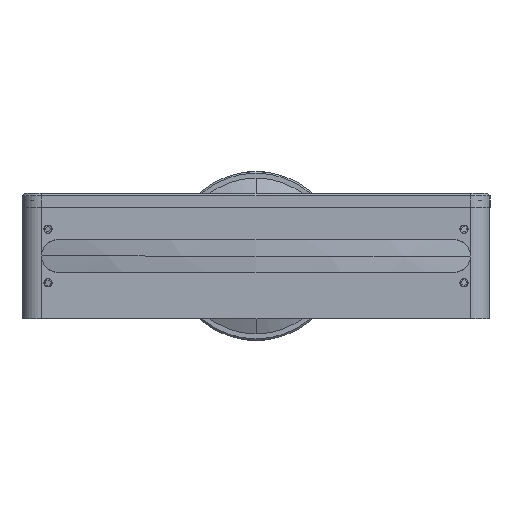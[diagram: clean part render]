
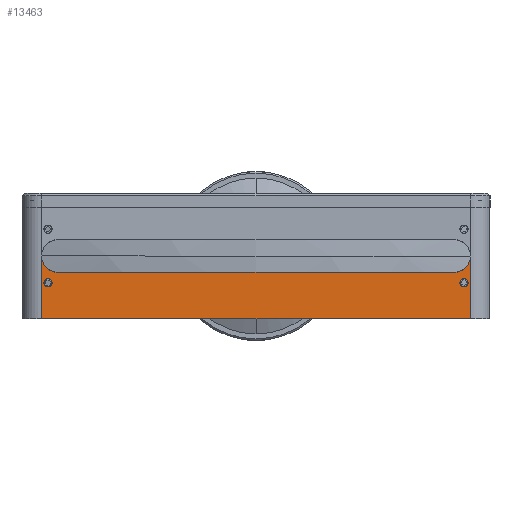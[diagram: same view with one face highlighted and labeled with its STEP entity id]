
A CAD part, front view. The second image highlights one B-rep face of the part: STEP entity #13463.
In plain terms, the highlighted planar face has unit normal (0, -1, 0).
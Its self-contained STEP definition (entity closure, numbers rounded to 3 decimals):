
#93 = CARTESIAN_POINT ( 'NONE',  ( 61., -383.78, -5. ) ) ;
#118 = CIRCLE ( 'NONE', #6479, 1.25 ) ;
#122 = VERTEX_POINT ( 'NONE', #6814 ) ;
#435 = CIRCLE ( 'NONE', #14724, 1.25 ) ;
#512 = EDGE_LOOP ( 'NONE', ( #17231, #15255 ) ) ;
#597 = AXIS2_PLACEMENT_3D ( 'NONE', #9572, #9559, #9548 ) ;
#604 = DIRECTION ( 'NONE',  ( 0., 1., 0. ) ) ;
#799 = DIRECTION ( 'NONE',  ( 0., 0., 1. ) ) ;
#802 = CIRCLE ( 'NONE', #597, 1.25 ) ;
#857 = DIRECTION ( 'NONE',  ( 0., -1., 0. ) ) ;
#860 = CARTESIAN_POINT ( 'NONE',  ( -61., -383.78, 0. ) ) ;
#1259 = CARTESIAN_POINT ( 'NONE',  ( -61., -383.78, -5. ) ) ;
#1279 = DIRECTION ( 'NONE',  ( 1., 0., 0. ) ) ;
#1885 = EDGE_CURVE ( 'NONE', #6510, #12028, #12029, .T. ) ;
#1888 = EDGE_LOOP ( 'NONE', ( #14674, #14764, #14818, #14880, #14909, #15025 ) ) ;
#1907 = VECTOR ( 'NONE', #4509, 1000. ) ;
#1990 = VERTEX_POINT ( 'NONE', #7280 ) ;
#2295 = FACE_OUTER_BOUND ( 'NONE', #1888, .T. ) ;
#2815 = EDGE_CURVE ( 'NONE', #122, #12981, #9847, .T. ) ;
#2938 = CARTESIAN_POINT ( 'NONE',  ( -64., -383.78, -9.5 ) ) ;
#3495 = DIRECTION ( 'NONE',  ( 0., 0., -1. ) ) ;
#3516 = DIRECTION ( 'NONE',  ( 0., -1., 0. ) ) ;
#3537 = CARTESIAN_POINT ( 'NONE',  ( 64., -383.78, -8.25 ) ) ;
#3595 = VECTOR ( 'NONE', #8170, 1000. ) ;
#4076 = EDGE_CURVE ( 'NONE', #12981, #12028, #9071, .T. ) ;
#4321 = CARTESIAN_POINT ( 'NONE',  ( 66., -383.78, -19.25 ) ) ;
#4460 = CARTESIAN_POINT ( 'NONE',  ( 66., -383.78, -19.25 ) ) ;
#4509 = DIRECTION ( 'NONE',  ( 1., 0., 0. ) ) ;
#4588 = EDGE_CURVE ( 'NONE', #12486, #6510, #15884, .T. ) ;
#5116 = FACE_BOUND ( 'NONE', #512, .T. ) ;
#5685 = CARTESIAN_POINT ( 'NONE',  ( 61., -383.78, 0. ) ) ;
#6351 = VERTEX_POINT ( 'NONE', #14173 ) ;
#6479 = AXIS2_PLACEMENT_3D ( 'NONE', #15273, #12509, #15174 ) ;
#6510 = VERTEX_POINT ( 'NONE', #13111 ) ;
#6814 = CARTESIAN_POINT ( 'NONE',  ( -66., -383.78, 0. ) ) ;
#7022 = EDGE_LOOP ( 'NONE', ( #15076, #15155 ) ) ;
#7280 = CARTESIAN_POINT ( 'NONE',  ( 64., -383.78, -7. ) ) ;
#7339 = VERTEX_POINT ( 'NONE', #16144 ) ;
#7385 = EDGE_CURVE ( 'NONE', #6351, #1990, #435, .T. ) ;
#7477 = FACE_BOUND ( 'NONE', #7022, .T. ) ;
#8170 = DIRECTION ( 'NONE',  ( 0., 0., -1. ) ) ;
#8180 = CARTESIAN_POINT ( 'NONE',  ( 66., -383.78, 287.75 ) ) ;
#8508 = EDGE_CURVE ( 'NONE', #7339, #12486, #13422, .T. ) ;
#8943 = DIRECTION ( 'NONE',  ( 0., 0., -1. ) ) ;
#9026 = AXIS2_PLACEMENT_3D ( 'NONE', #860, #857, #799 ) ;
#9038 = DIRECTION ( 'NONE',  ( 0., -1., 0. ) ) ;
#9071 = LINE ( 'NONE', #4321, #1907 ) ;
#9108 = CARTESIAN_POINT ( 'NONE',  ( 64., -383.78, -8.25 ) ) ;
#9271 = CARTESIAN_POINT ( 'NONE',  ( -64., -383.78, -7. ) ) ;
#9548 = DIRECTION ( 'NONE',  ( 0., 0., -1. ) ) ;
#9559 = DIRECTION ( 'NONE',  ( 0., -1., 0. ) ) ;
#9572 = CARTESIAN_POINT ( 'NONE',  ( -64., -383.78, -8.25 ) ) ;
#9780 = VECTOR ( 'NONE', #9794, 1000. ) ;
#9794 = DIRECTION ( 'NONE',  ( 0., 0., -1. ) ) ;
#9847 = LINE ( 'NONE', #10716, #9780 ) ;
#9910 = VERTEX_POINT ( 'NONE', #2938 ) ;
#10010 = DIRECTION ( 'NONE',  ( 0., 0., 1. ) ) ;
#10038 = CARTESIAN_POINT ( 'NONE',  ( 66., -383.78, 287.75 ) ) ;
#10163 = PLANE ( 'NONE',  #11314 ) ;
#10716 = CARTESIAN_POINT ( 'NONE',  ( -66., -383.78, 287.75 ) ) ;
#10762 = CIRCLE ( 'NONE', #9026, 5. ) ;
#10893 = VECTOR ( 'NONE', #1279, 1000. ) ;
#11314 = AXIS2_PLACEMENT_3D ( 'NONE', #10038, #604, #10010 ) ;
#11404 = VERTEX_POINT ( 'NONE', #9271 ) ;
#12028 = VERTEX_POINT ( 'NONE', #4460 ) ;
#12029 = LINE ( 'NONE', #8180, #3595 ) ;
#12397 = EDGE_CURVE ( 'NONE', #122, #7339, #10762, .T. ) ;
#12486 = VERTEX_POINT ( 'NONE', #93 ) ;
#12509 = DIRECTION ( 'NONE',  ( 0., -1., 0. ) ) ;
#12981 = VERTEX_POINT ( 'NONE', #15820 ) ;
#13019 = EDGE_CURVE ( 'NONE', #9910, #11404, #118, .T. ) ;
#13111 = CARTESIAN_POINT ( 'NONE',  ( 66., -383.78, 0. ) ) ;
#13422 = LINE ( 'NONE', #1259, #10893 ) ;
#13463 = ADVANCED_FACE ( 'NONE', ( #2295, #7477, #5116 ), #10163, .F. ) ;
#13471 = AXIS2_PLACEMENT_3D ( 'NONE', #3537, #3516, #3495 ) ;
#14077 = DIRECTION ( 'NONE',  ( 0., 0., 1. ) ) ;
#14129 = DIRECTION ( 'NONE',  ( 0., -1., 0. ) ) ;
#14173 = CARTESIAN_POINT ( 'NONE',  ( 64., -383.78, -9.5 ) ) ;
#14674 = ORIENTED_EDGE ( 'NONE', *, *, #1885, .F. ) ;
#14724 = AXIS2_PLACEMENT_3D ( 'NONE', #9108, #9038, #8943 ) ;
#14764 = ORIENTED_EDGE ( 'NONE', *, *, #4588, .F. ) ;
#14818 = ORIENTED_EDGE ( 'NONE', *, *, #8508, .F. ) ;
#14880 = ORIENTED_EDGE ( 'NONE', *, *, #12397, .F. ) ;
#14909 = ORIENTED_EDGE ( 'NONE', *, *, #2815, .T. ) ;
#15025 = ORIENTED_EDGE ( 'NONE', *, *, #4076, .T. ) ;
#15076 = ORIENTED_EDGE ( 'NONE', *, *, #13019, .F. ) ;
#15155 = ORIENTED_EDGE ( 'NONE', *, *, #15614, .F. ) ;
#15174 = DIRECTION ( 'NONE',  ( 0., 0., -1. ) ) ;
#15255 = ORIENTED_EDGE ( 'NONE', *, *, #16961, .F. ) ;
#15273 = CARTESIAN_POINT ( 'NONE',  ( -64., -383.78, -8.25 ) ) ;
#15614 = EDGE_CURVE ( 'NONE', #11404, #9910, #802, .T. ) ;
#15664 = CIRCLE ( 'NONE', #13471, 1.25 ) ;
#15820 = CARTESIAN_POINT ( 'NONE',  ( -66., -383.78, -19.25 ) ) ;
#15884 = CIRCLE ( 'NONE', #16414, 5. ) ;
#16144 = CARTESIAN_POINT ( 'NONE',  ( -61., -383.78, -5. ) ) ;
#16414 = AXIS2_PLACEMENT_3D ( 'NONE', #5685, #14129, #14077 ) ;
#16961 = EDGE_CURVE ( 'NONE', #1990, #6351, #15664, .T. ) ;
#17231 = ORIENTED_EDGE ( 'NONE', *, *, #7385, .F. ) ;
